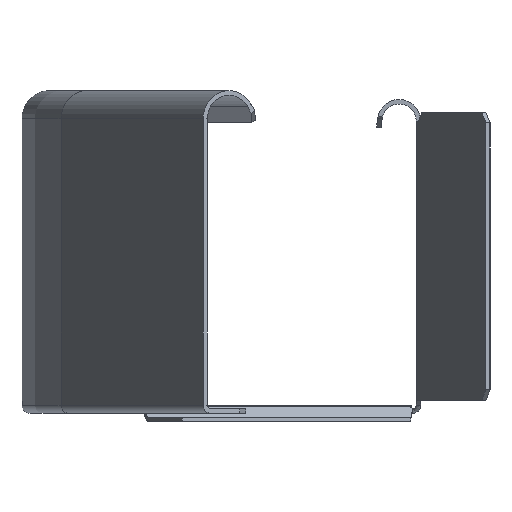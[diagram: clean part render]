
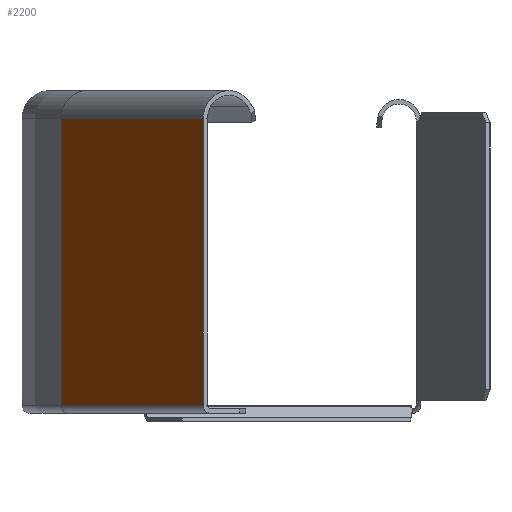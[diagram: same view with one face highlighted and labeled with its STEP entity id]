
A CAD part, left-side view. The second image highlights one B-rep face of the part: STEP entity #2200.
In plain terms, the highlighted face is planar.
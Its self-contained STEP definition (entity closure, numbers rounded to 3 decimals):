
#1335=DIRECTION('',(0.,1.,0.));
#1336=VECTOR('',#1335,79.5);
#1337=CARTESIAN_POINT('',(14.,-22.75,0.));
#1338=LINE('',#1337,#1336);
#1583=DIRECTION('',(0.,0.,1.));
#1584=VECTOR('',#1583,103.);
#1585=CARTESIAN_POINT('',(14.,56.75,0.));
#1586=LINE('',#1585,#1584);
#1591=DIRECTION('',(0.,0.,1.));
#1592=VECTOR('',#1591,103.);
#1593=CARTESIAN_POINT('',(14.,-22.75,0.));
#1594=LINE('',#1593,#1592);
#1595=DIRECTION('',(0.,1.,0.));
#1596=VECTOR('',#1595,79.5);
#1597=CARTESIAN_POINT('',(14.,-22.75,103.));
#1598=LINE('',#1597,#1596);
#1740=CARTESIAN_POINT('',(14.,56.75,0.));
#1741=VERTEX_POINT('',#1740);
#1754=CARTESIAN_POINT('',(14.,56.75,103.));
#1755=VERTEX_POINT('',#1754);
#1824=CARTESIAN_POINT('',(14.,-22.75,103.));
#1825=VERTEX_POINT('',#1824);
#1826=CARTESIAN_POINT('',(14.,-22.75,0.));
#1828=VERTEX_POINT('',#1826);
#2188=CARTESIAN_POINT('',(14.,2.25,103.));
#2189=DIRECTION('',(-1.,0.,0.));
#2190=DIRECTION('',(0.,0.,1.));
#2191=AXIS2_PLACEMENT_3D('',#2188,#2189,#2190);
#2192=PLANE('',#2191);
#2193=ORIENTED_EDGE('',*,*,#1920,.T.);
#2195=ORIENTED_EDGE('',*,*,#2194,.T.);
#2196=ORIENTED_EDGE('',*,*,#2181,.F.);
#2197=ORIENTED_EDGE('',*,*,#1887,.F.);
#2198=EDGE_LOOP('',(#2193,#2195,#2196,#2197));
#2199=FACE_OUTER_BOUND('',#2198,.F.);
#2200=ADVANCED_FACE('',(#2199),#2192,.F.);
#1887=EDGE_CURVE('',#1828,#1741,#1338,.T.);
#1920=EDGE_CURVE('',#1828,#1825,#1594,.T.);
#2181=EDGE_CURVE('',#1741,#1755,#1586,.T.);
#2194=EDGE_CURVE('',#1825,#1755,#1598,.T.);
